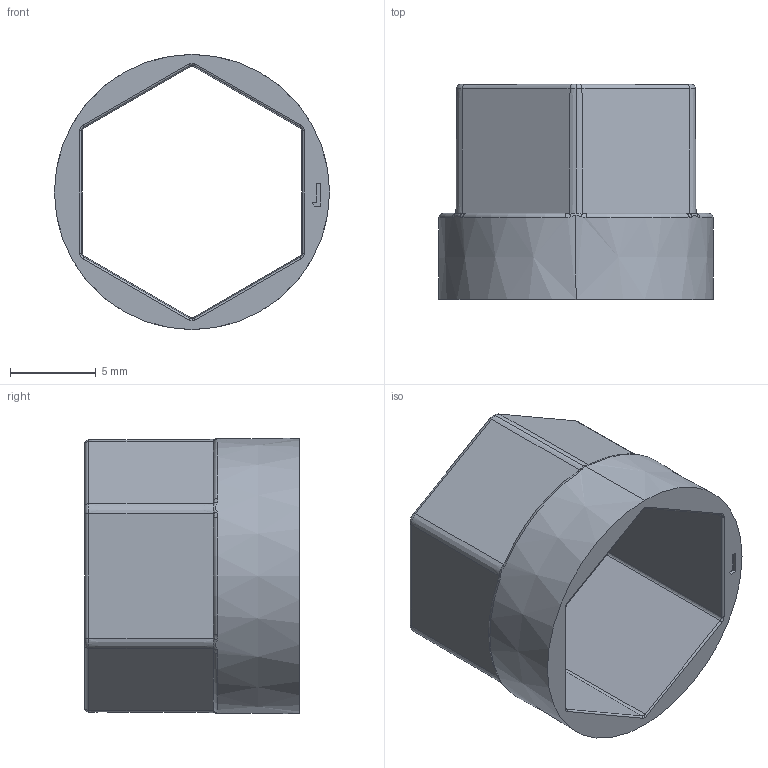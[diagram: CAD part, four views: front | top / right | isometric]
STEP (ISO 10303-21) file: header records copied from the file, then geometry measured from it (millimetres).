
FILE_DESCRIPTION (( 'STEP AP203' ), '1' );
FILE_NAME ('Mirroram-3904 14mm Hex to 500in Hex.STEP', '2023-10-05T19:48:55', ( '' ), ( '' ), 'SwSTEP 2.0', 'SolidWorks 2022', '' );
FILE_SCHEMA (( 'CONFIG_CONTROL_DESIGN' ));
Length unit declared in the file: millimetre
Products named in the file (1): Mirroram-3904 14mm Hex to 500in Hex
Bounding box: 16 x 12.5 x 16 mm (x, y, z)
Volume: 487 mm3; surface area: 1266.2 mm2
Topology: 1 solids, 1 shells, 93 faces, 221 edges, 131 vertices
Faces by surface type: plane 27, torus 20, bspline 18, cone 16, cylinder 12
Entity records: 3069 total; most frequent: CARTESIAN_POINT 894, DIRECTION 448, ORIENTED_EDGE 442, EDGE_CURVE 221, AXIS2_PLACEMENT_3D 177, VERTEX_POINT 131, CIRCLE 101, EDGE_LOOP 96
